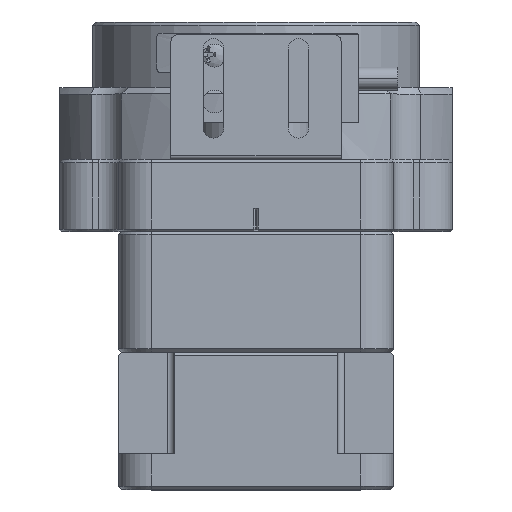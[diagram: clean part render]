
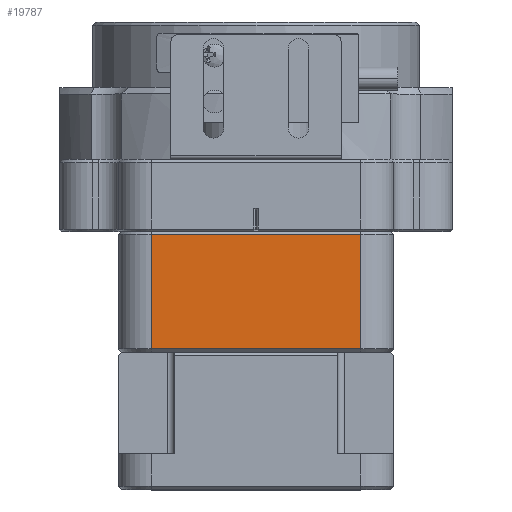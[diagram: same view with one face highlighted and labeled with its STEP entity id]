
A CAD part, top view. The second image highlights one B-rep face of the part: STEP entity #19787.
In plain terms, the highlighted planar face has unit normal (0, 0, 1).
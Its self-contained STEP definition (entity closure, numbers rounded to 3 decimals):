
#25 = VECTOR ( 'NONE', #18304, 1000. ) ;
#2079 = LINE ( 'NONE', #13041, #8542 ) ;
#3806 = ORIENTED_EDGE ( 'NONE', *, *, #12656, .F. ) ;
#5096 = VERTEX_POINT ( 'NONE', #8312 ) ;
#5930 = CARTESIAN_POINT ( 'NONE',  ( 16., -18., 50.846 ) ) ;
#6079 = CARTESIAN_POINT ( 'NONE',  ( 16., -0.5, 50.846 ) ) ;
#7407 = CARTESIAN_POINT ( 'NONE',  ( 16., 0., 50.846 ) ) ;
#7620 = LINE ( 'NONE', #18518, #27719 ) ;
#8165 = DIRECTION ( 'NONE',  ( 0., 0., -1. ) ) ;
#8312 = CARTESIAN_POINT ( 'NONE',  ( -16., -0.5, 50.846 ) ) ;
#8542 = VECTOR ( 'NONE', #23937, 1000. ) ;
#8636 = EDGE_CURVE ( 'NONE', #31336, #23783, #30440, .T. ) ;
#10856 = FACE_OUTER_BOUND ( 'NONE', #21457, .T. ) ;
#11323 = CARTESIAN_POINT ( 'NONE',  ( 16., -18., 50.846 ) ) ;
#12656 = EDGE_CURVE ( 'NONE', #27361, #23783, #31907, .T. ) ;
#13041 = CARTESIAN_POINT ( 'NONE',  ( -16., 0., 50.846 ) ) ;
#13444 = ORIENTED_EDGE ( 'NONE', *, *, #25807, .T. ) ;
#15009 = AXIS2_PLACEMENT_3D ( 'NONE', #32663, #8165, #19079 ) ;
#16871 = DIRECTION ( 'NONE',  ( 1., 0., 0. ) ) ;
#18304 = DIRECTION ( 'NONE',  ( 0., -1., 0. ) ) ;
#18518 = CARTESIAN_POINT ( 'NONE',  ( -16., -0.5, 50.846 ) ) ;
#19079 = DIRECTION ( 'NONE',  ( -1., 0., 0. ) ) ;
#19787 = ADVANCED_FACE ( 'NONE', ( #10856 ), #21758, .F. ) ;
#21457 = EDGE_LOOP ( 'NONE', ( #13444, #31149, #3806, #28993 ) ) ;
#21758 = PLANE ( 'NONE',  #15009 ) ;
#23783 = VERTEX_POINT ( 'NONE', #11323 ) ;
#23937 = DIRECTION ( 'NONE',  ( 0., -1., 0. ) ) ;
#25807 = EDGE_CURVE ( 'NONE', #5096, #31336, #2079, .T. ) ;
#27361 = VERTEX_POINT ( 'NONE', #6079 ) ;
#27719 = VECTOR ( 'NONE', #29441, 1000. ) ;
#28993 = ORIENTED_EDGE ( 'NONE', *, *, #29052, .T. ) ;
#29052 = EDGE_CURVE ( 'NONE', #27361, #5096, #7620, .T. ) ;
#29441 = DIRECTION ( 'NONE',  ( -1., 0., 0. ) ) ;
#30440 = LINE ( 'NONE', #5930, #31808 ) ;
#31149 = ORIENTED_EDGE ( 'NONE', *, *, #8636, .T. ) ;
#31336 = VERTEX_POINT ( 'NONE', #33442 ) ;
#31808 = VECTOR ( 'NONE', #16871, 1000. ) ;
#31907 = LINE ( 'NONE', #7407, #25 ) ;
#32663 = CARTESIAN_POINT ( 'NONE',  ( 16., 0., 50.846 ) ) ;
#33442 = CARTESIAN_POINT ( 'NONE',  ( -16., -18., 50.846 ) ) ;
